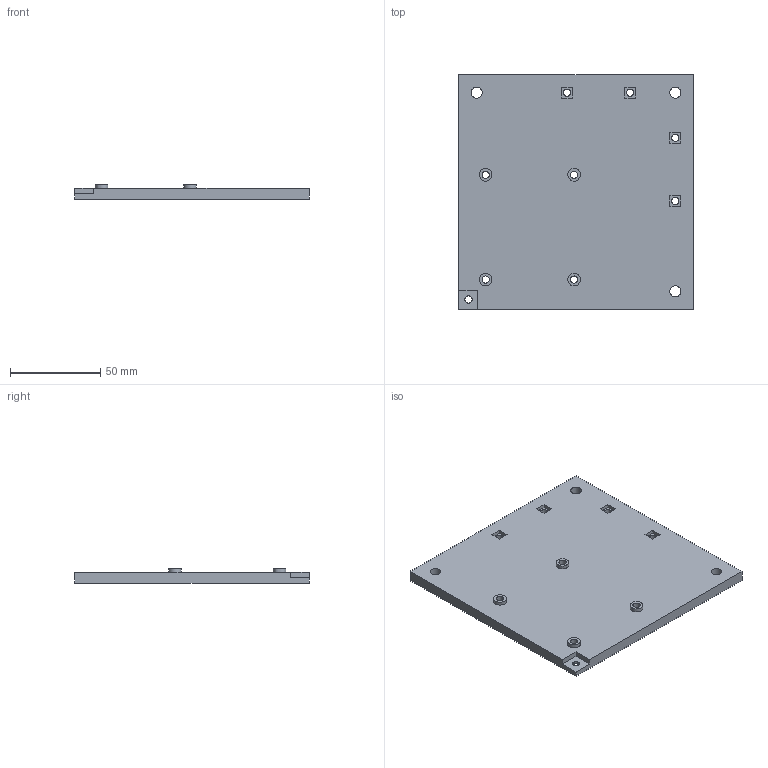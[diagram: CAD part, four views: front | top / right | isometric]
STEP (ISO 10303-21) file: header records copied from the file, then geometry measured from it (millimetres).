
FILE_DESCRIPTION(/* description */ ('STEP AP242','CAx-IF Rec.Pracs.---Representation and Presentation of Product Manufacturing Information (PMI)---4.0---2014-10-13','CAx-IF Rec.Pracs.---3D Tessellated Geometry---0.4---2014-09-14','2;1'),/* implementation_level */ '2;1');
FILE_NAME(/* name */ '681bea4c9417a05d63d3716d',/* time_stamp */ '2025-05-07T23:18:36Z',/* author */ (''),/* organization */ (''),/* preprocessor_version */ 'ST-DEVELOPER v20',/* originating_system */ 'ONSHAPE BY PTC INC, 1.197',/* authorisation */ ' ');
FILE_SCHEMA (('AP242_MANAGED_MODEL_BASED_3D_ENGINEERING_MIM_LF { 1 0 10303 442 1 1 4 }'));
Length unit declared in the file: metre
Products named in the file (1): Back Right Bottom Plate
Bounding box: 130 x 130 x 8 mm (x, y, z)
Volume: 99769 mm3; surface area: 37962.6 mm2
Topology: 1 solids, 1 shells, 189 faces, 455 edges, 276 vertices
Faces by surface type: plane 173, cylinder 16
Full cylindrical faces by diameter (mm): 4 x9, 6 x3, 7 x4
Entity records: 5283 total; most frequent: CARTESIAN_POINT 899, ORIENTED_EDGE 872, DIRECTION 863, EDGE_CURVE 436, LINE 389, VECTOR 389, VERTEX_POINT 273, EDGE_LOOP 237
